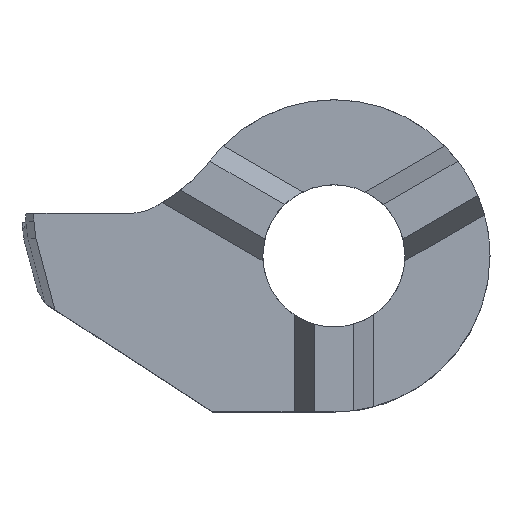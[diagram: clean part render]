
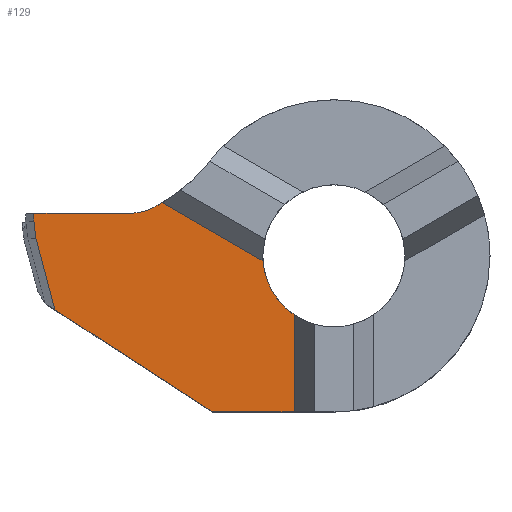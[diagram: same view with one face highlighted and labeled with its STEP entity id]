
A CAD part, top view. The second image highlights one B-rep face of the part: STEP entity #129.
In plain terms, the highlighted planar face has unit normal (0, 0, 1).
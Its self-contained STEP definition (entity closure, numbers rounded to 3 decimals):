
#89=CIRCLE('',#1107,5.);
#90=CIRCLE('',#1108,1.5);
#91=CIRCLE('',#1109,2.05);
#129=ADVANCED_FACE('',(#217),#177,.F.);
#177=PLANE('',#1110);
#217=FACE_OUTER_BOUND('',#271,.T.);
#271=EDGE_LOOP('',(#421,#422,#423,#424,#425,#426,#427,#428,#429,#430,#431));
#421=ORIENTED_EDGE('',*,*,#780,.T.);
#422=ORIENTED_EDGE('',*,*,#781,.T.);
#423=ORIENTED_EDGE('',*,*,#782,.T.);
#424=ORIENTED_EDGE('',*,*,#711,.T.);
#425=ORIENTED_EDGE('',*,*,#718,.F.);
#426=ORIENTED_EDGE('',*,*,#716,.T.);
#427=ORIENTED_EDGE('',*,*,#703,.T.);
#428=ORIENTED_EDGE('',*,*,#783,.T.);
#429=ORIENTED_EDGE('',*,*,#771,.T.);
#430=ORIENTED_EDGE('',*,*,#784,.F.);
#431=ORIENTED_EDGE('',*,*,#776,.F.);
#604=VERTEX_POINT('',#1473);
#609=VERTEX_POINT('',#1498);
#614=VERTEX_POINT('',#1511);
#617=VERTEX_POINT('',#1516);
#619=VERTEX_POINT('',#1524);
#660=VERTEX_POINT('',#1660);
#661=VERTEX_POINT('',#1665);
#663=VERTEX_POINT('',#1681);
#664=VERTEX_POINT('',#1683);
#665=VERTEX_POINT('',#1697);
#666=VERTEX_POINT('',#1699);
#703=EDGE_CURVE('',#604,#609,#848,.T.);
#711=EDGE_CURVE('',#614,#617,#856,.T.);
#716=EDGE_CURVE('',#619,#604,#861,.T.);
#718=EDGE_CURVE('',#619,#617,#863,.T.);
#771=EDGE_CURVE('',#660,#661,#883,.T.);
#776=EDGE_CURVE('',#663,#664,#886,.T.);
#780=EDGE_CURVE('',#663,#665,#89,.T.);
#781=EDGE_CURVE('',#665,#666,#90,.T.);
#782=EDGE_CURVE('',#666,#614,#888,.T.);
#783=EDGE_CURVE('',#609,#660,#889,.T.);
#784=EDGE_CURVE('',#664,#661,#91,.T.);
#848=LINE('',#1499,#928);
#856=LINE('',#1517,#936);
#861=LINE('',#1526,#941);
#863=LINE('',#1529,#943);
#883=LINE('',#1666,#963);
#886=LINE('',#1682,#966);
#888=LINE('',#1700,#968);
#889=LINE('',#1701,#969);
#928=VECTOR('',#1163,1.);
#936=VECTOR('',#1175,1.);
#941=VECTOR('',#1184,1.);
#943=VECTOR('',#1188,1.);
#963=VECTOR('',#1278,1.);
#966=VECTOR('',#1287,1.);
#968=VECTOR('',#1299,1.);
#969=VECTOR('',#1300,1.);
#1107=AXIS2_PLACEMENT_3D('',#1696,#1295,#1296);
#1108=AXIS2_PLACEMENT_3D('',#1698,#1297,#1298);
#1109=AXIS2_PLACEMENT_3D('',#1702,#1301,#1302);
#1110=AXIS2_PLACEMENT_3D('',#1703,#1303,#1304);
#1163=DIRECTION('',(0.839,-0.545,0.));
#1175=DIRECTION('',(0.,-1.,0.));
#1184=DIRECTION('',(0.257,-0.966,0.));
#1188=DIRECTION('',(-0.119,0.993,0.));
#1278=DIRECTION('',(0.,1.,0.));
#1287=DIRECTION('',(0.866,-0.5,0.));
#1295=DIRECTION('',(0.,0.,-1.));
#1296=DIRECTION('',(1.,0.,0.));
#1297=DIRECTION('',(0.,0.,-1.));
#1298=DIRECTION('',(-1.,0.,0.));
#1299=DIRECTION('',(-1.,0.,0.));
#1300=DIRECTION('',(1.,0.,0.));
#1301=DIRECTION('',(0.,0.,1.));
#1302=DIRECTION('',(1.,0.,0.));
#1303=DIRECTION('',(0.,0.,-1.));
#1304=DIRECTION('',(1.,0.,0.));
#1473=CARTESIAN_POINT('',(-8.046,-1.547,0.));
#1498=CARTESIAN_POINT('',(-3.5,-4.5,0.));
#1499=CARTESIAN_POINT('',(-8.32,-1.37,0.));
#1511=CARTESIAN_POINT('',(-8.651,1.225,0.));
#1516=CARTESIAN_POINT('',(-8.651,1.,0.));
#1517=CARTESIAN_POINT('',(-8.651,0.925,0.));
#1524=CARTESIAN_POINT('',(-8.591,0.503,0.));
#1526=CARTESIAN_POINT('',(-8.743,1.073,0.));
#1529=CARTESIAN_POINT('',(-8.651,1.003,0.));
#1660=CARTESIAN_POINT('',(-1.149,-4.5,0.));
#1665=CARTESIAN_POINT('',(-1.149,-1.698,0.));
#1666=CARTESIAN_POINT('',(-1.149,-10.,0.));
#1681=CARTESIAN_POINT('',(-4.949,1.531,0.));
#1682=CARTESIAN_POINT('',(-9.235,4.005,0.));
#1683=CARTESIAN_POINT('',(-2.045,-0.146,0.));
#1696=CARTESIAN_POINT('',(-7.5,5.831,0.));
#1697=CARTESIAN_POINT('',(-5.195,1.394,0.));
#1698=CARTESIAN_POINT('',(-5.887,2.725,0.));
#1699=CARTESIAN_POINT('',(-5.887,1.225,0.));
#1700=CARTESIAN_POINT('',(-5.887,1.225,0.));
#1701=CARTESIAN_POINT('',(-3.5,-4.5,0.));
#1702=CARTESIAN_POINT('',(0.,0.,0.));
#1703=CARTESIAN_POINT('',(-9.298,0.925,0.));
